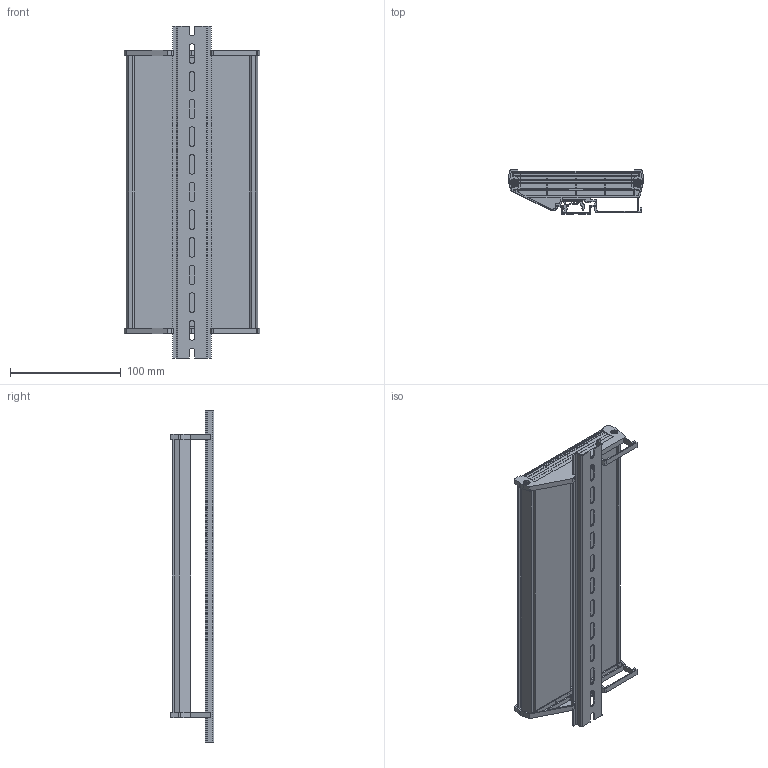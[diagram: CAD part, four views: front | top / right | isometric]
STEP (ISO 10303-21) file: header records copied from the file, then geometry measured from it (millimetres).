
FILE_DESCRIPTION (( 'STEP AP214' ), '1' );
FILE_NAME ('PHCR-PHRKLR-250.STEP', '2022-01-24T11:33:06', ( '' ), ( '' ), 'SwSTEP 2.0', 'SolidWorks 2017', '' );
FILE_SCHEMA (( 'AUTOMOTIVE_DESIGN' ));
Length unit declared in the file: millimetre
Products named in the file (16): PHFL; Profile - 108_Profile-250; Side Screw; PHCR-PHRKLR-250; Rail-150_Rail Length - 250; PHFR; PCB-108; Rail-150; Profile - 108; PCB-108_PCB-250
Assembly tree (9 placements, depth 2):
  Side Screw
  PHCR-PHRKLR-250
    Profile - 108_Profile-250
    PHFL
    PHFR
    PCB-108_PCB-250
    Rail-150_Rail Length - 250
    Side Screw  x4
  Side Screw
  PHFL
  PCB-108
Bounding box: 122.3 x 39.3 x 300 mm (x, y, z)
Volume: 147532.2 mm3; surface area: 206083 mm2
Topology: 9 solids, 9 shells, 820 faces, 2280 edges, 1505 vertices
Faces by surface type: plane 591, cylinder 181, cone 20, bspline 16, torus 12
Entity records: 25598 total; most frequent: CARTESIAN_POINT 4441, ORIENTED_EDGE 4182, DIRECTION 3913, EDGE_CURVE 2091, LINE 1705, VECTOR 1705, VERTEX_POINT 1388, AXIS2_PLACEMENT_3D 1104
